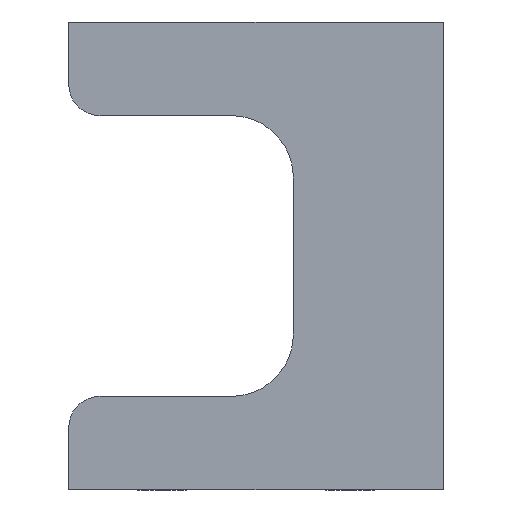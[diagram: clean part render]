
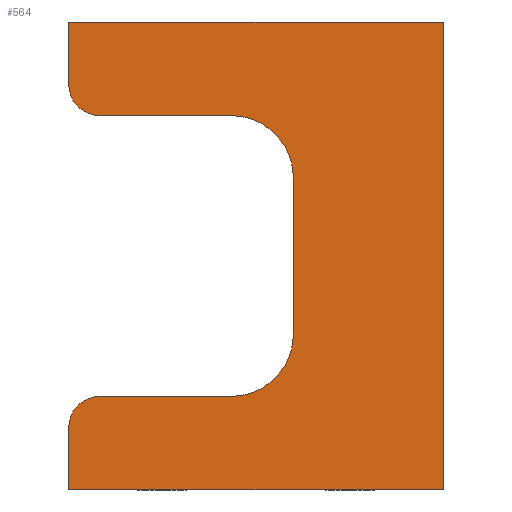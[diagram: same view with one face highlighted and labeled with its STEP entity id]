
A CAD part, left-side view. The second image highlights one B-rep face of the part: STEP entity #564.
In plain terms, the highlighted planar face has unit normal (-1, 0, 0).
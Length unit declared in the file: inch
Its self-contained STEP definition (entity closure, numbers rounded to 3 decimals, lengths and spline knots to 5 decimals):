
#15 = EDGE_CURVE ( 'NONE', #589, #615, #87, .T. ) ;
#21 = LINE ( 'NONE', #729, #243 ) ;
#22 = CARTESIAN_POINT ( 'NONE',  ( -0.125, 0.05, 0.75 ) ) ;
#28 = CARTESIAN_POINT ( 'NONE',  ( -0.125, 0.375, 0.125 ) ) ;
#32 = DIRECTION ( 'NONE',  ( 0., -1., 0. ) ) ;
#37 = DIRECTION ( 'NONE',  ( 0., 0., -1. ) ) ;
#38 = EDGE_CURVE ( 'NONE', #347, #231, #487, .T. ) ;
#47 = CARTESIAN_POINT ( 'NONE',  ( -0.125, 0.375, 0.8125 ) ) ;
#48 = AXIS2_PLACEMENT_3D ( 'NONE', #104, #262, #790 ) ;
#65 = FACE_OUTER_BOUND ( 'NONE', #161, .T. ) ;
#68 = ORIENTED_EDGE ( 'NONE', *, *, #101, .T. ) ;
#71 = DIRECTION ( 'NONE',  ( 0., 0., -1. ) ) ;
#75 = VECTOR ( 'NONE', #321, 39.37008 ) ;
#80 = VECTOR ( 'NONE', #719, 39.37008 ) ;
#87 = CIRCLE ( 'NONE', #48, 0.125 ) ;
#94 = ORIENTED_EDGE ( 'NONE', *, *, #295, .T. ) ;
#100 = ORIENTED_EDGE ( 'NONE', *, *, #596, .F. ) ;
#101 = EDGE_CURVE ( 'NONE', #261, #687, #540, .T. ) ;
#103 = DIRECTION ( 'NONE',  ( -1., 0., 0. ) ) ;
#104 = CARTESIAN_POINT ( 'NONE',  ( -0.125, 0.05, 0.625 ) ) ;
#106 = PLANE ( 'NONE',  #480 ) ;
#124 = DIRECTION ( 'NONE',  ( 0., 0., -1. ) ) ;
#129 = LINE ( 'NONE', #876, #906 ) ;
#149 = AXIS2_PLACEMENT_3D ( 'NONE', #712, #488, #408 ) ;
#161 = EDGE_LOOP ( 'NONE', ( #68, #801, #806, #387, #203, #834, #971, #270, #94, #503, #100, #602 ) ) ;
#194 = CARTESIAN_POINT ( 'NONE',  ( -0.125, -0.375, 0. ) ) ;
#203 = ORIENTED_EDGE ( 'NONE', *, *, #556, .T. ) ;
#215 = VERTEX_POINT ( 'NONE', #573 ) ;
#231 = VERTEX_POINT ( 'NONE', #654 ) ;
#240 = CARTESIAN_POINT ( 'NONE',  ( -0.125, 0.375, 0.9375 ) ) ;
#243 = VECTOR ( 'NONE', #124, 39.37008 ) ;
#249 = CARTESIAN_POINT ( 'NONE',  ( -0.125, -0.075, 0.75 ) ) ;
#255 = CARTESIAN_POINT ( 'NONE',  ( -0.125, 0.3125, 0.1875 ) ) ;
#257 = CARTESIAN_POINT ( 'NONE',  ( -0.125, 0.375, 0.9375 ) ) ;
#261 = VERTEX_POINT ( 'NONE', #240 ) ;
#262 = DIRECTION ( 'NONE',  ( 1., 0., 0. ) ) ;
#270 = ORIENTED_EDGE ( 'NONE', *, *, #950, .T. ) ;
#275 = VERTEX_POINT ( 'NONE', #733 ) ;
#276 = CARTESIAN_POINT ( 'NONE',  ( -0.125, -0.375, 0.9375 ) ) ;
#278 = VERTEX_POINT ( 'NONE', #805 ) ;
#287 = LINE ( 'NONE', #276, #80 ) ;
#295 = EDGE_CURVE ( 'NONE', #447, #275, #21, .T. ) ;
#321 = DIRECTION ( 'NONE',  ( 0., 0., -1. ) ) ;
#322 = DIRECTION ( 'NONE',  ( 0., 0., -1. ) ) ;
#343 = LINE ( 'NONE', #194, #897 ) ;
#344 = CARTESIAN_POINT ( 'NONE',  ( -0.125, -0.375, 0. ) ) ;
#345 = EDGE_CURVE ( 'NONE', #231, #539, #899, .T. ) ;
#347 = VERTEX_POINT ( 'NONE', #822 ) ;
#375 = EDGE_CURVE ( 'NONE', #687, #215, #762, .T. ) ;
#387 = ORIENTED_EDGE ( 'NONE', *, *, #15, .T. ) ;
#408 = DIRECTION ( 'NONE',  ( 0., 0., -1. ) ) ;
#423 = CARTESIAN_POINT ( 'NONE',  ( -0.125, -0.075, 0.625 ) ) ;
#426 = DIRECTION ( 'NONE',  ( 0., -1., 0. ) ) ;
#447 = VERTEX_POINT ( 'NONE', #28 ) ;
#456 = CARTESIAN_POINT ( 'NONE',  ( -0.125, 0.375, 0.1875 ) ) ;
#480 = AXIS2_PLACEMENT_3D ( 'NONE', #931, #699, #774 ) ;
#487 = CIRCLE ( 'NONE', #149, 0.125 ) ;
#488 = DIRECTION ( 'NONE',  ( 1., 0., 0. ) ) ;
#503 = ORIENTED_EDGE ( 'NONE', *, *, #600, .T. ) ;
#527 = CARTESIAN_POINT ( 'NONE',  ( -0.125, 0.3125, 0.8125 ) ) ;
#539 = VERTEX_POINT ( 'NONE', #255 ) ;
#540 = LINE ( 'NONE', #257, #894 ) ;
#541 = VECTOR ( 'NONE', #32, 39.37008 ) ;
#543 = EDGE_CURVE ( 'NONE', #215, #589, #780, .T. ) ;
#556 = EDGE_CURVE ( 'NONE', #615, #347, #678, .T. ) ;
#564 = ADVANCED_FACE ( 'NONE', ( #65 ), #106, .F. ) ;
#573 = CARTESIAN_POINT ( 'NONE',  ( -0.125, 0.3125, 0.75 ) ) ;
#589 = VERTEX_POINT ( 'NONE', #22 ) ;
#596 = EDGE_CURVE ( 'NONE', #278, #824, #129, .T. ) ;
#600 = EDGE_CURVE ( 'NONE', #275, #824, #343, .T. ) ;
#602 = ORIENTED_EDGE ( 'NONE', *, *, #749, .F. ) ;
#615 = VERTEX_POINT ( 'NONE', #423 ) ;
#654 = CARTESIAN_POINT ( 'NONE',  ( -0.125, 0.05, 0.1875 ) ) ;
#678 = LINE ( 'NONE', #249, #75 ) ;
#680 = DIRECTION ( 'NONE',  ( -1., 0., 0. ) ) ;
#686 = VECTOR ( 'NONE', #772, 39.37008 ) ;
#687 = VERTEX_POINT ( 'NONE', #47 ) ;
#699 = DIRECTION ( 'NONE',  ( 1., 0., 0. ) ) ;
#712 = CARTESIAN_POINT ( 'NONE',  ( -0.125, 0.05, 0.3125 ) ) ;
#719 = DIRECTION ( 'NONE',  ( 0., -1., 0. ) ) ;
#729 = CARTESIAN_POINT ( 'NONE',  ( -0.125, 0.375, 0.9375 ) ) ;
#733 = CARTESIAN_POINT ( 'NONE',  ( -0.125, 0.375, 0. ) ) ;
#749 = EDGE_CURVE ( 'NONE', #261, #278, #287, .T. ) ;
#762 = CIRCLE ( 'NONE', #782, 0.0625 ) ;
#770 = CARTESIAN_POINT ( 'NONE',  ( -0.125, 0.3125, 0.125 ) ) ;
#772 = DIRECTION ( 'NONE',  ( 0., 1., 0. ) ) ;
#774 = DIRECTION ( 'NONE',  ( 0., 0., -1. ) ) ;
#779 = CARTESIAN_POINT ( 'NONE',  ( -0.125, 0.375, 0.75 ) ) ;
#780 = LINE ( 'NONE', #779, #541 ) ;
#781 = AXIS2_PLACEMENT_3D ( 'NONE', #770, #103, #322 ) ;
#782 = AXIS2_PLACEMENT_3D ( 'NONE', #527, #680, #71 ) ;
#790 = DIRECTION ( 'NONE',  ( 0., 0., -1. ) ) ;
#801 = ORIENTED_EDGE ( 'NONE', *, *, #375, .T. ) ;
#805 = CARTESIAN_POINT ( 'NONE',  ( -0.125, -0.375, 0.9375 ) ) ;
#806 = ORIENTED_EDGE ( 'NONE', *, *, #543, .T. ) ;
#810 = CIRCLE ( 'NONE', #781, 0.0625 ) ;
#822 = CARTESIAN_POINT ( 'NONE',  ( -0.125, -0.075, 0.3125 ) ) ;
#824 = VERTEX_POINT ( 'NONE', #344 ) ;
#834 = ORIENTED_EDGE ( 'NONE', *, *, #38, .T. ) ;
#860 = DIRECTION ( 'NONE',  ( 0., 0., -1. ) ) ;
#876 = CARTESIAN_POINT ( 'NONE',  ( -0.125, -0.375, 0.9375 ) ) ;
#894 = VECTOR ( 'NONE', #860, 39.37008 ) ;
#897 = VECTOR ( 'NONE', #426, 39.37008 ) ;
#899 = LINE ( 'NONE', #456, #686 ) ;
#906 = VECTOR ( 'NONE', #37, 39.37008 ) ;
#931 = CARTESIAN_POINT ( 'NONE',  ( -0.125, -0.375, 0.9375 ) ) ;
#950 = EDGE_CURVE ( 'NONE', #539, #447, #810, .T. ) ;
#971 = ORIENTED_EDGE ( 'NONE', *, *, #345, .T. ) ;
